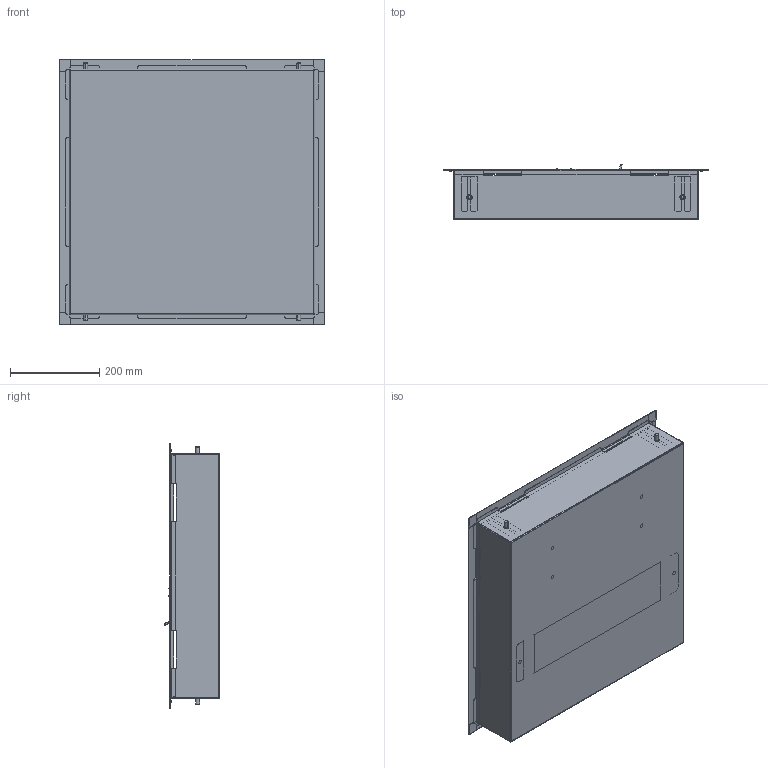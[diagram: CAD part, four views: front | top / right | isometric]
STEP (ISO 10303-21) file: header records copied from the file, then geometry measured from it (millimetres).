
FILE_DESCRIPTION (( 'STEP AP214' ), '1' );
FILE_NAME ('DCF-DCEXXXX.STEP', '2022-10-05T08:59:02', ( '' ), ( '' ), 'SwSTEP 2.0', 'SolidWorks 2021', '' );
FILE_SCHEMA (( 'AUTOMOTIVE_DESIGN' ));
Length unit declared in the file: millimetre
Products named in the file (10): WMT15-15SL; 3420000197_BIM_defeature; 3170050135_defeature; Supercal 531_defeature; 3427770057_BIM; 3420000348_defeature; 3427770056_BIM_defeature; Emnergia F; 3260056708_defeature; DCF-DCEXXXX
Assembly tree (10 placements, depth 4):
  DCF-DCEXXXX
    3260056708_defeature
    Emnergia F
      3427770056_BIM_defeature
      3170050135_defeature  x2
      3427770057_BIM
        3420000197_BIM_defeature
        WMT15-15SL
      3420000348_defeature
    Supercal 531_defeature
Bounding box: 594 x 124.93 x 594 mm (x, y, z)
Volume: 3272193.3 mm3; surface area: 1833186.4 mm2
Topology: 15 solids, 15 shells, 5579 faces, 14227 edges, 8741 vertices
Faces by surface type: plane 2112, cylinder 1243, bspline 1120, cone 583, torus 415, sphere 106
Entity records: 275268 total; most frequent: CARTESIAN_POINT 90748, ORIENTED_EDGE 28082, DIRECTION 23254, EDGE_CURVE 14041, VERTEX_POINT 8701, AXIS2_PLACEMENT_3D 8646, VECTOR 5962, LINE 5962
